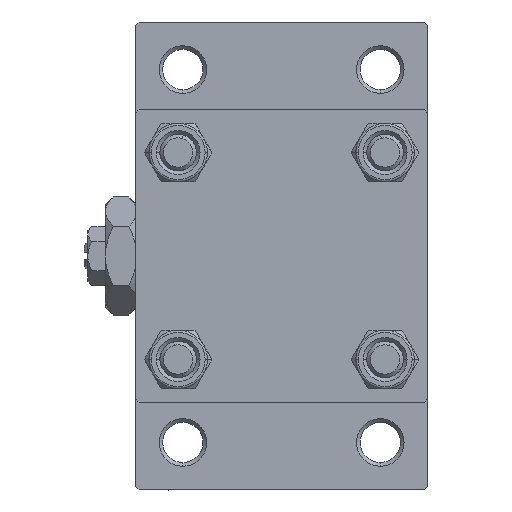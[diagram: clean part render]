
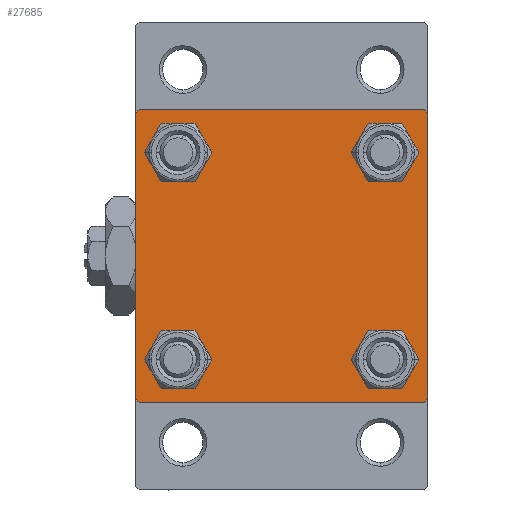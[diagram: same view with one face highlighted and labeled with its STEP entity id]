
A CAD part, left-side view. The second image highlights one B-rep face of the part: STEP entity #27685.
In plain terms, the highlighted planar face has unit normal (-1, 0, 0).
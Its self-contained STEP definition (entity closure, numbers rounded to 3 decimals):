
#65 = LINE ( 'NONE', #16253, #11448 ) ;
#444 = CARTESIAN_POINT ( 'NONE',  ( 0., 19.75, -19.75 ) ) ;
#556 = EDGE_CURVE ( 'NONE', #38705, #32723, #35211, .T. ) ;
#1337 = AXIS2_PLACEMENT_3D ( 'NONE', #38096, #18944, #15202 ) ;
#1648 = CARTESIAN_POINT ( 'NONE',  ( 0., -19.5, 20. ) ) ;
#1950 = CIRCLE ( 'NONE', #18656, 3. ) ;
#2463 = DIRECTION ( 'NONE',  ( 0., 0., 1. ) ) ;
#2892 = PLANE ( 'NONE',  #8708 ) ;
#3148 = EDGE_CURVE ( 'NONE', #7228, #30307, #22490, .T. ) ;
#3181 = CARTESIAN_POINT ( 'NONE',  ( 0., 20., -20. ) ) ;
#4050 = DIRECTION ( 'NONE',  ( 0., -1., 0. ) ) ;
#4247 = CARTESIAN_POINT ( 'NONE',  ( 0., 14.15, -17.15 ) ) ;
#4506 = DIRECTION ( 'NONE',  ( 1., 0., 0. ) ) ;
#4560 = ORIENTED_EDGE ( 'NONE', *, *, #13910, .T. ) ;
#5260 = VECTOR ( 'NONE', #32864, 1000. ) ;
#5318 = EDGE_CURVE ( 'NONE', #34654, #20991, #9410, .T. ) ;
#5779 = ORIENTED_EDGE ( 'NONE', *, *, #48258, .T. ) ;
#5813 = AXIS2_PLACEMENT_3D ( 'NONE', #20014, #46153, #31966 ) ;
#6382 = FACE_BOUND ( 'NONE', #38391, .T. ) ;
#6876 = DIRECTION ( 'NONE',  ( 0., 0., 1. ) ) ;
#7228 = VERTEX_POINT ( 'NONE', #48753 ) ;
#7792 = VERTEX_POINT ( 'NONE', #39921 ) ;
#7799 = ORIENTED_EDGE ( 'NONE', *, *, #556, .T. ) ;
#8708 = AXIS2_PLACEMENT_3D ( 'NONE', #44217, #29053, #6876 ) ;
#9168 = VERTEX_POINT ( 'NONE', #40670 ) ;
#9410 = LINE ( 'NONE', #3181, #13813 ) ;
#9667 = ORIENTED_EDGE ( 'NONE', *, *, #37407, .T. ) ;
#9762 = AXIS2_PLACEMENT_3D ( 'NONE', #15207, #4506, #19943 ) ;
#10242 = CARTESIAN_POINT ( 'NONE',  ( 0., 14.15, 14.15 ) ) ;
#10579 = EDGE_CURVE ( 'NONE', #20991, #24543, #33842, .T. ) ;
#10664 = EDGE_LOOP ( 'NONE', ( #23871, #47720, #32038, #43124, #19389, #9667, #42283, #25045 ) ) ;
#11448 = VECTOR ( 'NONE', #4050, 1000. ) ;
#12826 = EDGE_CURVE ( 'NONE', #32723, #38705, #14073, .T. ) ;
#12836 = VERTEX_POINT ( 'NONE', #15715 ) ;
#13184 = DIRECTION ( 'NONE',  ( 1., 0., 0. ) ) ;
#13340 = DIRECTION ( 'NONE',  ( 1., 0., 0. ) ) ;
#13739 = AXIS2_PLACEMENT_3D ( 'NONE', #10242, #17955, #13977 ) ;
#13813 = VECTOR ( 'NONE', #13901, 1000. ) ;
#13901 = DIRECTION ( 'NONE',  ( 0., -1., 0. ) ) ;
#13910 = EDGE_CURVE ( 'NONE', #16973, #7792, #30823, .T. ) ;
#13977 = DIRECTION ( 'NONE',  ( 0., 0., 1. ) ) ;
#14073 = CIRCLE ( 'NONE', #1337, 3. ) ;
#14224 = CARTESIAN_POINT ( 'NONE',  ( 0., 20., -19.5 ) ) ;
#14585 = FACE_BOUND ( 'NONE', #33811, .T. ) ;
#14619 = DIRECTION ( 'NONE',  ( 1., 0., 0. ) ) ;
#14735 = DIRECTION ( 'NONE',  ( 0., 0., -1. ) ) ;
#15202 = DIRECTION ( 'NONE',  ( 0., 0., 1. ) ) ;
#15207 = CARTESIAN_POINT ( 'NONE',  ( 0., 14.15, -14.15 ) ) ;
#15378 = DIRECTION ( 'NONE',  ( 0., -0.707, -0.707 ) ) ;
#15392 = CARTESIAN_POINT ( 'NONE',  ( 0., -20., -19.5 ) ) ;
#15715 = CARTESIAN_POINT ( 'NONE',  ( 0., -14.15, 17.15 ) ) ;
#16187 = CIRCLE ( 'NONE', #44007, 3. ) ;
#16253 = CARTESIAN_POINT ( 'NONE',  ( 0., 20., 20. ) ) ;
#16564 = VECTOR ( 'NONE', #34693, 1000. ) ;
#16949 = DIRECTION ( 'NONE',  ( 0., 0.707, 0.707 ) ) ;
#16973 = VERTEX_POINT ( 'NONE', #25809 ) ;
#17078 = DIRECTION ( 'NONE',  ( 0., 0., 1. ) ) ;
#17629 = CARTESIAN_POINT ( 'NONE',  ( 0., 14.15, 17.15 ) ) ;
#17807 = EDGE_CURVE ( 'NONE', #12836, #18513, #1950, .T. ) ;
#17955 = DIRECTION ( 'NONE',  ( 1., 0., 0. ) ) ;
#18466 = CARTESIAN_POINT ( 'NONE',  ( 0., -20., 20. ) ) ;
#18513 = VERTEX_POINT ( 'NONE', #20976 ) ;
#18656 = AXIS2_PLACEMENT_3D ( 'NONE', #25680, #48094, #41347 ) ;
#18944 = DIRECTION ( 'NONE',  ( 1., 0., 0. ) ) ;
#19389 = ORIENTED_EDGE ( 'NONE', *, *, #30759, .F. ) ;
#19697 = CARTESIAN_POINT ( 'NONE',  ( 0., 20., 20. ) ) ;
#19943 = DIRECTION ( 'NONE',  ( 0., 0., 1. ) ) ;
#19963 = LINE ( 'NONE', #20693, #32759 ) ;
#20014 = CARTESIAN_POINT ( 'NONE',  ( 0., -14.15, 14.15 ) ) ;
#20048 = CARTESIAN_POINT ( 'NONE',  ( 0., -20., 19.5 ) ) ;
#20314 = VERTEX_POINT ( 'NONE', #20048 ) ;
#20613 = VECTOR ( 'NONE', #14735, 1000. ) ;
#20693 = CARTESIAN_POINT ( 'NONE',  ( 0., -19.75, 19.75 ) ) ;
#20976 = CARTESIAN_POINT ( 'NONE',  ( 0., -14.15, 11.15 ) ) ;
#20991 = VERTEX_POINT ( 'NONE', #44236 ) ;
#21594 = CARTESIAN_POINT ( 'NONE',  ( 0., -14.15, -14.15 ) ) ;
#22490 = CIRCLE ( 'NONE', #9762, 3. ) ;
#22747 = LINE ( 'NONE', #34189, #16564 ) ;
#23367 = VERTEX_POINT ( 'NONE', #14224 ) ;
#23871 = ORIENTED_EDGE ( 'NONE', *, *, #30316, .T. ) ;
#24543 = VERTEX_POINT ( 'NONE', #15392 ) ;
#24833 = CIRCLE ( 'NONE', #35168, 3. ) ;
#25045 = ORIENTED_EDGE ( 'NONE', *, *, #25975, .T. ) ;
#25535 = CARTESIAN_POINT ( 'NONE',  ( 0., 14.15, -14.15 ) ) ;
#25680 = CARTESIAN_POINT ( 'NONE',  ( 0., -14.15, 14.15 ) ) ;
#25809 = CARTESIAN_POINT ( 'NONE',  ( 0., -14.15, -11.15 ) ) ;
#25975 = EDGE_CURVE ( 'NONE', #9168, #37861, #22747, .T. ) ;
#26044 = AXIS2_PLACEMENT_3D ( 'NONE', #21594, #14619, #37264 ) ;
#26675 = LINE ( 'NONE', #19697, #26949 ) ;
#26949 = VECTOR ( 'NONE', #45836, 1000. ) ;
#27137 = CARTESIAN_POINT ( 'NONE',  ( 0., 20., 19.5 ) ) ;
#27669 = ORIENTED_EDGE ( 'NONE', *, *, #39699, .T. ) ;
#27685 = ADVANCED_FACE ( 'NONE', ( #37233, #14585, #6382, #43968, #36738 ), #2892, .T. ) ;
#27955 = CARTESIAN_POINT ( 'NONE',  ( 0., 19.5, -20. ) ) ;
#29053 = DIRECTION ( 'NONE',  ( -1., 0., 0. ) ) ;
#30307 = VERTEX_POINT ( 'NONE', #4247 ) ;
#30316 = EDGE_CURVE ( 'NONE', #37861, #23367, #26675, .T. ) ;
#30759 = EDGE_CURVE ( 'NONE', #20314, #24543, #33181, .T. ) ;
#30823 = CIRCLE ( 'NONE', #26044, 3. ) ;
#31911 = EDGE_LOOP ( 'NONE', ( #47169, #27669 ) ) ;
#31966 = DIRECTION ( 'NONE',  ( 0., 0., 1. ) ) ;
#32038 = ORIENTED_EDGE ( 'NONE', *, *, #5318, .T. ) ;
#32058 = CIRCLE ( 'NONE', #5813, 3. ) ;
#32366 = CARTESIAN_POINT ( 'NONE',  ( 0., -14.15, -14.15 ) ) ;
#32723 = VERTEX_POINT ( 'NONE', #35019 ) ;
#32759 = VECTOR ( 'NONE', #16949, 1000. ) ;
#32864 = DIRECTION ( 'NONE',  ( 0., -0.707, 0.707 ) ) ;
#32942 = VECTOR ( 'NONE', #15378, 1000. ) ;
#33181 = LINE ( 'NONE', #18466, #20613 ) ;
#33811 = EDGE_LOOP ( 'NONE', ( #4560, #5779 ) ) ;
#33842 = LINE ( 'NONE', #37558, #5260 ) ;
#34189 = CARTESIAN_POINT ( 'NONE',  ( 0., 19.75, 19.75 ) ) ;
#34654 = VERTEX_POINT ( 'NONE', #27955 ) ;
#34693 = DIRECTION ( 'NONE',  ( 0., 0.707, -0.707 ) ) ;
#35019 = CARTESIAN_POINT ( 'NONE',  ( 0., 14.15, 11.15 ) ) ;
#35168 = AXIS2_PLACEMENT_3D ( 'NONE', #25535, #13340, #17078 ) ;
#35211 = CIRCLE ( 'NONE', #13739, 3. ) ;
#36738 = FACE_OUTER_BOUND ( 'NONE', #10664, .T. ) ;
#37233 = FACE_BOUND ( 'NONE', #31911, .T. ) ;
#37264 = DIRECTION ( 'NONE',  ( 0., 0., 1. ) ) ;
#37407 = EDGE_CURVE ( 'NONE', #20314, #47521, #19963, .T. ) ;
#37558 = CARTESIAN_POINT ( 'NONE',  ( 0., -19.75, -19.75 ) ) ;
#37861 = VERTEX_POINT ( 'NONE', #27137 ) ;
#38043 = EDGE_CURVE ( 'NONE', #30307, #7228, #24833, .T. ) ;
#38096 = CARTESIAN_POINT ( 'NONE',  ( 0., 14.15, 14.15 ) ) ;
#38391 = EDGE_LOOP ( 'NONE', ( #38702, #42191 ) ) ;
#38702 = ORIENTED_EDGE ( 'NONE', *, *, #3148, .T. ) ;
#38705 = VERTEX_POINT ( 'NONE', #17629 ) ;
#39699 = EDGE_CURVE ( 'NONE', #18513, #12836, #32058, .T. ) ;
#39921 = CARTESIAN_POINT ( 'NONE',  ( 0., -14.15, -17.15 ) ) ;
#40670 = CARTESIAN_POINT ( 'NONE',  ( 0., 19.5, 20. ) ) ;
#41347 = DIRECTION ( 'NONE',  ( 0., 0., 1. ) ) ;
#42140 = ORIENTED_EDGE ( 'NONE', *, *, #12826, .T. ) ;
#42191 = ORIENTED_EDGE ( 'NONE', *, *, #38043, .T. ) ;
#42267 = EDGE_CURVE ( 'NONE', #23367, #34654, #45260, .T. ) ;
#42283 = ORIENTED_EDGE ( 'NONE', *, *, #42492, .F. ) ;
#42492 = EDGE_CURVE ( 'NONE', #9168, #47521, #65, .T. ) ;
#43124 = ORIENTED_EDGE ( 'NONE', *, *, #10579, .T. ) ;
#43968 = FACE_BOUND ( 'NONE', #44767, .T. ) ;
#44007 = AXIS2_PLACEMENT_3D ( 'NONE', #32366, #13184, #2463 ) ;
#44217 = CARTESIAN_POINT ( 'NONE',  ( 0., 0., 0. ) ) ;
#44236 = CARTESIAN_POINT ( 'NONE',  ( 0., -19.5, -20. ) ) ;
#44767 = EDGE_LOOP ( 'NONE', ( #7799, #42140 ) ) ;
#45260 = LINE ( 'NONE', #444, #32942 ) ;
#45836 = DIRECTION ( 'NONE',  ( 0., 0., -1. ) ) ;
#46153 = DIRECTION ( 'NONE',  ( 1., 0., 0. ) ) ;
#47169 = ORIENTED_EDGE ( 'NONE', *, *, #17807, .T. ) ;
#47521 = VERTEX_POINT ( 'NONE', #1648 ) ;
#47720 = ORIENTED_EDGE ( 'NONE', *, *, #42267, .T. ) ;
#48094 = DIRECTION ( 'NONE',  ( 1., 0., 0. ) ) ;
#48258 = EDGE_CURVE ( 'NONE', #7792, #16973, #16187, .T. ) ;
#48753 = CARTESIAN_POINT ( 'NONE',  ( 0., 14.15, -11.15 ) ) ;
